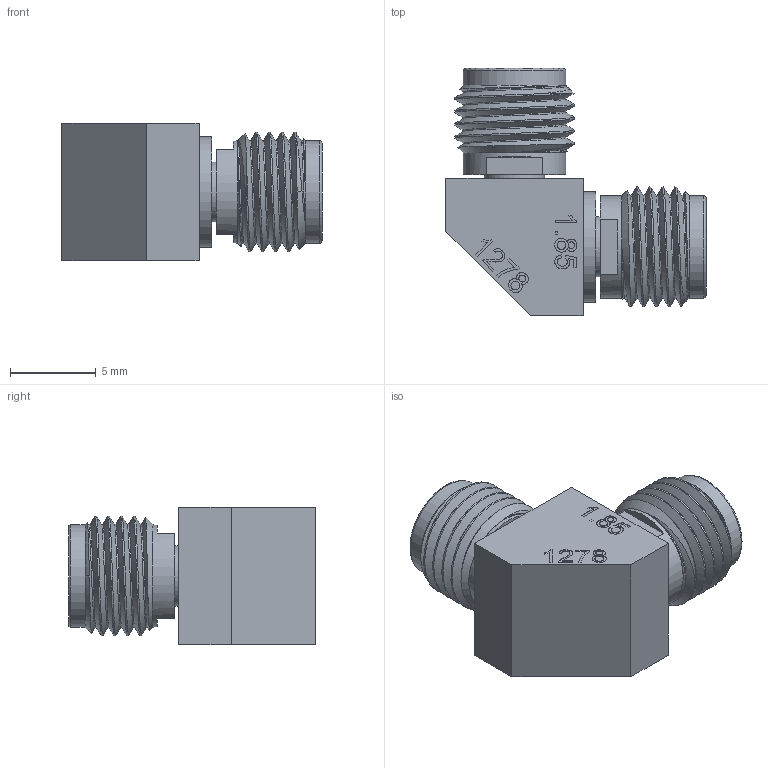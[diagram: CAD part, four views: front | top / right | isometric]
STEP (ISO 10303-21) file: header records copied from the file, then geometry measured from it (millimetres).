
FILE_DESCRIPTION (( 'STEP AP203' ), '1' );
FILE_NAME ('FMAD1278_3D.step', '2021-08-16T15:52:21', ( '' ), ( '' ), 'SwSTEP 2.0', 'SolidWorks 2021', '' );
FILE_SCHEMA (( 'CONFIG_CONTROL_DESIGN' ));
Length unit declared in the file: inch
Products named in the file (1): FMAD1278_3D
Bounding box: 15.18 x 14.41 x 8 mm (x, y, z)
Volume: 706.3 mm3; surface area: 931.1 mm2
Topology: 1 solids, 1 shells, 204 faces, 524 edges, 349 vertices
Faces by surface type: plane 104, bspline 63, cone 18, cylinder 17, torus 2
Full cylindrical faces by diameter (mm): 0.533 x2, 0.787 x2, 1.85 x2, 3.501 x1, 3.505 x1, 4.699 x2, 5.963 x4, 6.441 x1
Entity records: 11507 total; most frequent: CARTESIAN_POINT 7026, ORIENTED_EDGE 984, DIRECTION 714, EDGE_CURVE 492, VERTEX_POINT 338, EDGE_LOOP 252, VECTOR 246, LINE 246
